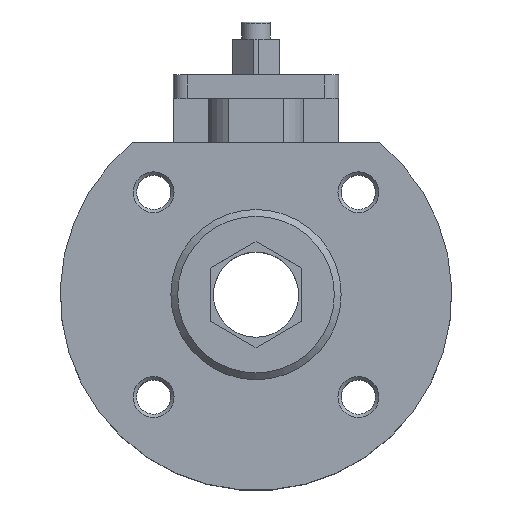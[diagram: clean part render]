
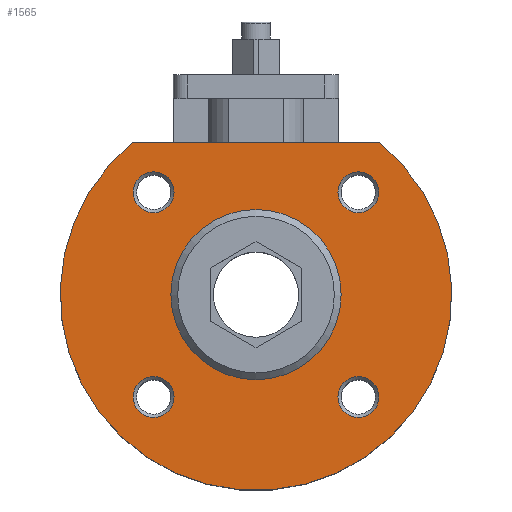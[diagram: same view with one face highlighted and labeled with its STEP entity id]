
A CAD part, top view. The second image highlights one B-rep face of the part: STEP entity #1565.
In plain terms, the highlighted planar face has unit normal (0, 0, 1).
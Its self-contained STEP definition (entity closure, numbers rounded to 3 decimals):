
#66=LINE('',#2382,#200);
#200=VECTOR('',#1885,1000.);
#310=PLANE('',#1684);
#427=ORIENTED_EDGE('',*,*,#847,.F.);
#428=ORIENTED_EDGE('',*,*,#814,.F.);
#429=ORIENTED_EDGE('',*,*,#848,.T.);
#430=ORIENTED_EDGE('',*,*,#849,.T.);
#431=ORIENTED_EDGE('',*,*,#850,.T.);
#432=ORIENTED_EDGE('',*,*,#851,.T.);
#433=ORIENTED_EDGE('',*,*,#852,.T.);
#814=EDGE_CURVE('',#1028,#1029,#66,.T.);
#847=EDGE_CURVE('',#1029,#1028,#1167,.T.);
#848=EDGE_CURVE('',#1051,#1051,#1168,.T.);
#849=EDGE_CURVE('',#1052,#1052,#1169,.T.);
#850=EDGE_CURVE('',#1053,#1053,#1170,.T.);
#851=EDGE_CURVE('',#1054,#1054,#1171,.T.);
#852=EDGE_CURVE('',#1055,#1055,#1172,.T.);
#1028=VERTEX_POINT('',#2381);
#1029=VERTEX_POINT('',#2383);
#1051=VERTEX_POINT('',#2442);
#1052=VERTEX_POINT('',#2444);
#1053=VERTEX_POINT('',#2446);
#1054=VERTEX_POINT('',#2448);
#1055=VERTEX_POINT('',#2450);
#1167=CIRCLE('',#1685,57.5);
#1168=CIRCLE('',#1686,6.);
#1169=CIRCLE('',#1687,6.);
#1170=CIRCLE('',#1688,6.);
#1171=CIRCLE('',#1689,6.);
#1172=CIRCLE('',#1690,25.);
#1254=EDGE_LOOP('',(#427,#428));
#1255=EDGE_LOOP('',(#429));
#1256=EDGE_LOOP('',(#430));
#1257=EDGE_LOOP('',(#431));
#1258=EDGE_LOOP('',(#432));
#1259=EDGE_LOOP('',(#433));
#1400=FACE_BOUND('',#1254,.T.);
#1401=FACE_BOUND('',#1255,.T.);
#1402=FACE_BOUND('',#1256,.T.);
#1403=FACE_BOUND('',#1257,.T.);
#1404=FACE_BOUND('',#1258,.T.);
#1405=FACE_BOUND('',#1259,.T.);
#1565=ADVANCED_FACE('',(#1400,#1401,#1402,#1403,#1404,#1405),#310,.F.);
#1684=AXIS2_PLACEMENT_3D('',#2439,#1938,#1939);
#1685=AXIS2_PLACEMENT_3D('',#2440,#1940,#1941);
#1686=AXIS2_PLACEMENT_3D('',#2441,#1942,#1943);
#1687=AXIS2_PLACEMENT_3D('',#2443,#1944,#1945);
#1688=AXIS2_PLACEMENT_3D('',#2445,#1946,#1947);
#1689=AXIS2_PLACEMENT_3D('',#2447,#1948,#1949);
#1690=AXIS2_PLACEMENT_3D('',#2449,#1950,#1951);
#1885=DIRECTION('',(1.,0.,0.));
#1938=DIRECTION('',(0.,0.,-1.));
#1939=DIRECTION('',(-1.,0.,0.));
#1940=DIRECTION('',(0.,0.,-1.));
#1941=DIRECTION('',(-1.,0.,0.));
#1942=DIRECTION('',(0.,0.,-1.));
#1943=DIRECTION('',(-1.,0.,0.));
#1944=DIRECTION('',(0.,0.,-1.));
#1945=DIRECTION('',(-1.,0.,0.));
#1946=DIRECTION('',(0.,0.,-1.));
#1947=DIRECTION('',(-1.,0.,0.));
#1948=DIRECTION('',(0.,0.,-1.));
#1949=DIRECTION('',(-1.,0.,0.));
#1950=DIRECTION('',(0.,0.,-1.));
#1951=DIRECTION('',(-1.,0.,0.));
#2381=CARTESIAN_POINT('',(-36.292,44.6,24.5));
#2382=CARTESIAN_POINT('',(0.,44.6,24.5));
#2383=CARTESIAN_POINT('',(36.292,44.6,24.5));
#2439=CARTESIAN_POINT('',(0.,25.,24.5));
#2440=CARTESIAN_POINT('',(0.,0.,24.5));
#2441=CARTESIAN_POINT('',(30.052,30.052,24.5));
#2442=CARTESIAN_POINT('',(24.052,30.052,24.5));
#2443=CARTESIAN_POINT('',(30.052,-30.052,24.5));
#2444=CARTESIAN_POINT('',(24.052,-30.052,24.5));
#2445=CARTESIAN_POINT('',(-30.052,-30.052,24.5));
#2446=CARTESIAN_POINT('',(-36.052,-30.052,24.5));
#2447=CARTESIAN_POINT('',(-30.052,30.052,24.5));
#2448=CARTESIAN_POINT('',(-36.052,30.052,24.5));
#2449=CARTESIAN_POINT('',(0.,0.,24.5));
#2450=CARTESIAN_POINT('',(-25.,0.,24.5));
